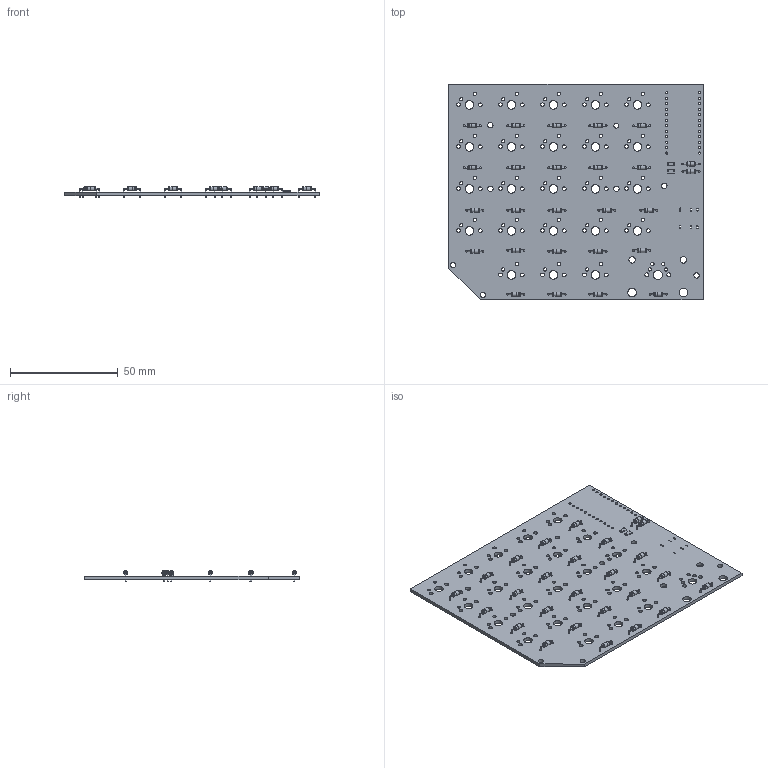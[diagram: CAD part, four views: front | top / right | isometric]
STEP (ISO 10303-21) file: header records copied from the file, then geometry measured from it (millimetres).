
FILE_DESCRIPTION(('KiCad electronic assembly'),'2;1');
FILE_NAME('PCB_Orthogonomic_easyeda.step','2021-04-01T21:12:59',( 'An Author'),('A Company'),'Open CASCADE STEP processor 6.9', 'KiCad to STEP converter','Unknown');
FILE_SCHEMA(('AUTOMOTIVE_DESIGN { 1 0 10303 214 1 1 1 1 }'));
Length unit declared in the file: millimetre
Products named in the file (6): Open CASCADE STEP translator 6.9 1; D_DO-35_SOD27_P7.62mm_Horizontal; COMPOUND; R_1206_3216Metric; SOLID
Assembly tree (31 placements, depth 3):
  Open CASCADE STEP translator 6.9 1
    D_DO-35_SOD27_P7.62mm_Horizontal  x26
      COMPOUND
    R_1206_3216Metric  x2
      SOLID
    COMPOUND
Bounding box: 118.02 x 100 x 5.01 mm (x, y, z)
Volume: 18096.2 mm3; surface area: 26046.5 mm2
Topology: 55 solids, 55 shells, 709 faces, 1477 edges, 930 vertices
Faces by surface type: cylinder 394, plane 211, torus 104
Full cylindrical faces by diameter (mm): 0.5 x78, 0.8 x52, 1.016 x24, 1.5 x46, 1.524 x4, 1.75 x46, 1.905 x2, 2 x52, 2.02 x26, 2.2 x1, 2.5 x7, 3.048 x2, 3.988 x2, 4 x23, 4.191 x1
Entity records: 22954 total; most frequent: CARTESIAN_POINT 6098, DIRECTION 3077, ORIENTED_EDGE 1618, PCURVE 1618, DEFINITIONAL_REPRESENTATION 1618, LINE 1477, VECTOR 1477, EDGE_CURVE 809
